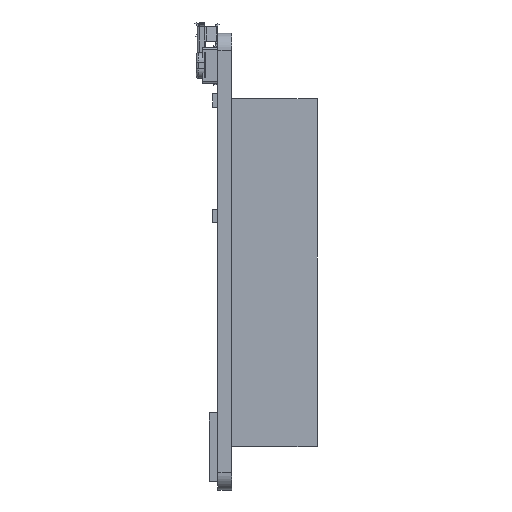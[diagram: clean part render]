
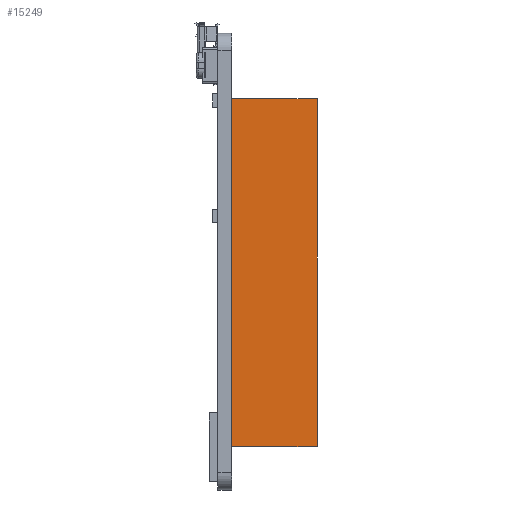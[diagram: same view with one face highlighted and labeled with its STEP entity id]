
A CAD part, left-side view. The second image highlights one B-rep face of the part: STEP entity #15249.
In plain terms, the highlighted planar face has unit normal (-1, 0, 0).
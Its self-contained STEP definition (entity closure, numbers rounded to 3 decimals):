
#1454=FACE_OUTER_BOUND('',#2360,.T.);
#2360=EDGE_LOOP('',(#13203,#13204,#13205,#13206));
#4035=LINE('',#24540,#5742);
#4043=LINE('',#24555,#5750);
#4044=LINE('',#24557,#5751);
#4045=LINE('',#24558,#5752);
#5742=VECTOR('',#20343,10.);
#5750=VECTOR('',#20355,10.);
#5751=VECTOR('',#20358,10.);
#5752=VECTOR('',#20359,10.);
#7079=VERTEX_POINT('',#24536);
#7081=VERTEX_POINT('',#24539);
#7085=VERTEX_POINT('',#24551);
#7086=VERTEX_POINT('',#24553);
#9124=EDGE_CURVE('',#7079,#7081,#4035,.T.);
#9132=EDGE_CURVE('',#7085,#7086,#4043,.T.);
#9133=EDGE_CURVE('',#7085,#7079,#4044,.T.);
#9134=EDGE_CURVE('',#7081,#7086,#4045,.T.);
#13203=ORIENTED_EDGE('',*,*,#9133,.F.);
#13204=ORIENTED_EDGE('',*,*,#9132,.T.);
#13205=ORIENTED_EDGE('',*,*,#9134,.F.);
#13206=ORIENTED_EDGE('',*,*,#9124,.F.);
#13893=PLANE('',#16429);
#15249=ADVANCED_FACE('',(#1454),#13893,.T.);
#16429=AXIS2_PLACEMENT_3D('',#24556,#20356,#20357);
#20343=DIRECTION('',(0.,-1.,0.));
#20355=DIRECTION('',(0.,-1.,0.));
#20356=DIRECTION('center_axis',(-1.,0.,0.));
#20357=DIRECTION('ref_axis',(0.,0.,-1.));
#20358=DIRECTION('',(0.,0.,1.));
#20359=DIRECTION('',(0.,0.,-1.));
#24536=CARTESIAN_POINT('',(-10.16,0.,19.05));
#24539=CARTESIAN_POINT('',(-10.16,-10.,19.05));
#24540=CARTESIAN_POINT('',(-10.16,0.,19.05));
#24551=CARTESIAN_POINT('',(-10.16,0.,-21.59));
#24553=CARTESIAN_POINT('',(-10.16,-10.,-21.59));
#24555=CARTESIAN_POINT('',(-10.16,0.,-21.59));
#24556=CARTESIAN_POINT('Origin',(-10.16,0.,19.05));
#24557=CARTESIAN_POINT('',(-10.16,0.,-21.59));
#24558=CARTESIAN_POINT('',(-10.16,-10.,-21.59));
